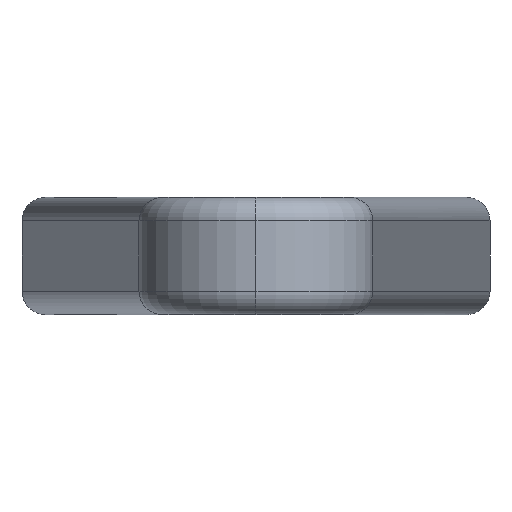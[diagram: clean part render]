
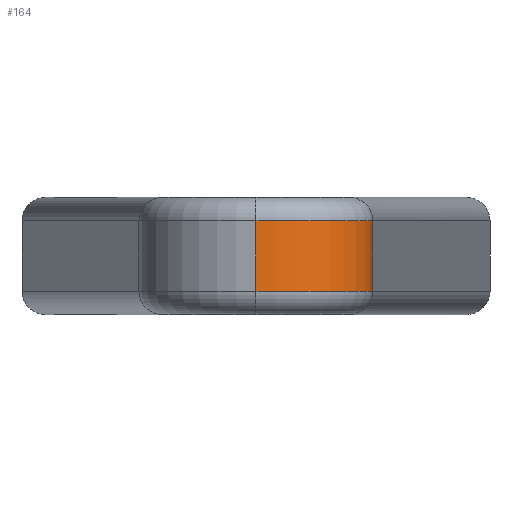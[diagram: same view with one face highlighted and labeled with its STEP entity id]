
A CAD part, left-side view. The second image highlights one B-rep face of the part: STEP entity #164.
In plain terms, the highlighted cylindrical face has radius 10 mm (diameter 20 mm), a partial arc.
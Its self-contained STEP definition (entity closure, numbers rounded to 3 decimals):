
#73 = DIRECTION ( 'NONE',  ( -1., 0., 0. ) ) ;
#96 = LINE ( 'NONE', #1665, #629 ) ;
#109 = AXIS2_PLACEMENT_3D ( 'NONE', #1650, #1172, #73 ) ;
#162 = DIRECTION ( 'NONE',  ( -1., 0., 0. ) ) ;
#164 = ADVANCED_FACE ( 'NONE', ( #1190 ), #1203, .T. ) ;
#170 = CARTESIAN_POINT ( 'NONE',  ( -124.457, 14.99, 3. ) ) ;
#341 = ORIENTED_EDGE ( 'NONE', *, *, #1570, .T. ) ;
#599 = CARTESIAN_POINT ( 'NONE',  ( -124.457, 14.99, 5. ) ) ;
#629 = VECTOR ( 'NONE', #749, 1000. ) ;
#729 = VERTEX_POINT ( 'NONE', #810 ) ;
#749 = DIRECTION ( 'NONE',  ( 0., 0., -1. ) ) ;
#762 = EDGE_LOOP ( 'NONE', ( #341, #1824, #1971, #1800 ) ) ;
#810 = CARTESIAN_POINT ( 'NONE',  ( -114.891, 4.999, 3. ) ) ;
#885 = CIRCLE ( 'NONE', #1836, 10. ) ;
#990 = AXIS2_PLACEMENT_3D ( 'NONE', #1022, #1182, #1954 ) ;
#1022 = CARTESIAN_POINT ( 'NONE',  ( -114.457, 14.99, -3. ) ) ;
#1172 = DIRECTION ( 'NONE',  ( 0., 0., -1. ) ) ;
#1182 = DIRECTION ( 'NONE',  ( 0., 0., 1. ) ) ;
#1190 = FACE_OUTER_BOUND ( 'NONE', #762, .T. ) ;
#1203 = CYLINDRICAL_SURFACE ( 'NONE', #109, 10. ) ;
#1258 = LINE ( 'NONE', #599, #1438 ) ;
#1387 = EDGE_CURVE ( 'NONE', #1956, #1725, #2047, .T. ) ;
#1423 = EDGE_CURVE ( 'NONE', #729, #1725, #96, .T. ) ;
#1438 = VECTOR ( 'NONE', #1728, 1000. ) ;
#1564 = DIRECTION ( 'NONE',  ( 0., 0., -1. ) ) ;
#1570 = EDGE_CURVE ( 'NONE', #729, #1607, #885, .T. ) ;
#1607 = VERTEX_POINT ( 'NONE', #170 ) ;
#1650 = CARTESIAN_POINT ( 'NONE',  ( -114.457, 14.99, 5. ) ) ;
#1665 = CARTESIAN_POINT ( 'NONE',  ( -114.891, 4.999, 5. ) ) ;
#1712 = CARTESIAN_POINT ( 'NONE',  ( -124.457, 14.99, -3. ) ) ;
#1725 = VERTEX_POINT ( 'NONE', #1934 ) ;
#1728 = DIRECTION ( 'NONE',  ( 0., 0., -1. ) ) ;
#1800 = ORIENTED_EDGE ( 'NONE', *, *, #1423, .F. ) ;
#1824 = ORIENTED_EDGE ( 'NONE', *, *, #1955, .T. ) ;
#1836 = AXIS2_PLACEMENT_3D ( 'NONE', #1868, #1564, #162 ) ;
#1868 = CARTESIAN_POINT ( 'NONE',  ( -114.457, 14.99, 3. ) ) ;
#1934 = CARTESIAN_POINT ( 'NONE',  ( -114.891, 4.999, -3. ) ) ;
#1954 = DIRECTION ( 'NONE',  ( -1., 0., 0. ) ) ;
#1955 = EDGE_CURVE ( 'NONE', #1607, #1956, #1258, .T. ) ;
#1956 = VERTEX_POINT ( 'NONE', #1712 ) ;
#1971 = ORIENTED_EDGE ( 'NONE', *, *, #1387, .T. ) ;
#2047 = CIRCLE ( 'NONE', #990, 10. ) ;
